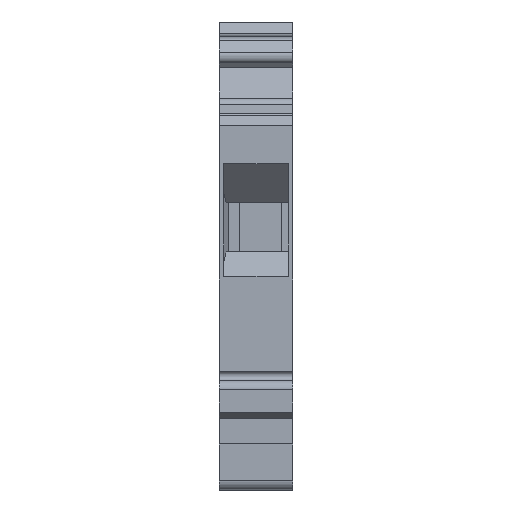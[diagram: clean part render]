
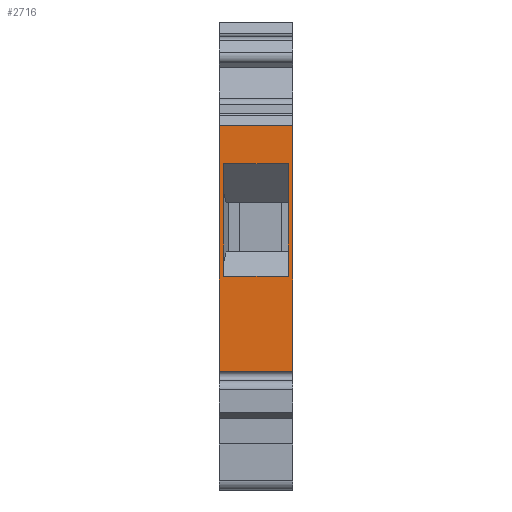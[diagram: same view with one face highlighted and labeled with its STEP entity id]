
A CAD part, left-side view. The second image highlights one B-rep face of the part: STEP entity #2716.
In plain terms, the highlighted planar face has unit normal (-1, 0, 0).
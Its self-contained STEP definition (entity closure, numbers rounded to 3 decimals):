
#400=ORIENTED_EDGE('',*,*,#1201,.F.);
#401=ORIENTED_EDGE('',*,*,#1202,.F.);
#402=ORIENTED_EDGE('',*,*,#1203,.T.);
#403=ORIENTED_EDGE('',*,*,#1204,.T.);
#404=ORIENTED_EDGE('',*,*,#1205,.T.);
#405=ORIENTED_EDGE('',*,*,#1058,.F.);
#406=ORIENTED_EDGE('',*,*,#1098,.T.);
#407=ORIENTED_EDGE('',*,*,#1138,.T.);
#1058=EDGE_CURVE('',#1464,#1465,#1715,.T.);
#1098=EDGE_CURVE('',#1464,#1499,#1743,.T.);
#1138=EDGE_CURVE('',#1499,#1535,#1770,.T.);
#1201=EDGE_CURVE('',#1596,#1597,#1809,.T.);
#1202=EDGE_CURVE('',#1598,#1596,#1810,.T.);
#1203=EDGE_CURVE('',#1598,#1599,#1811,.T.);
#1204=EDGE_CURVE('',#1599,#1597,#1812,.T.);
#1205=EDGE_CURVE('',#1535,#1465,#1813,.T.);
#1464=VERTEX_POINT('',#4075);
#1465=VERTEX_POINT('',#4077);
#1499=VERTEX_POINT('',#4151);
#1535=VERTEX_POINT('',#4228);
#1596=VERTEX_POINT('',#4355);
#1597=VERTEX_POINT('',#4356);
#1598=VERTEX_POINT('',#4358);
#1599=VERTEX_POINT('',#4360);
#1715=LINE('',#4076,#2043);
#1743=LINE('',#4152,#2071);
#1770=LINE('',#4229,#2098);
#1809=LINE('',#4354,#2137);
#1810=LINE('',#4357,#2138);
#1811=LINE('',#4359,#2139);
#1812=LINE('',#4361,#2140);
#1813=LINE('',#4362,#2141);
#2043=VECTOR('',#3234,1000.);
#2071=VECTOR('',#3288,1000.);
#2098=VECTOR('',#3343,1000.);
#2137=VECTOR('',#3434,1000.);
#2138=VECTOR('',#3435,1000.);
#2139=VECTOR('',#3436,1000.);
#2140=VECTOR('',#3437,1000.);
#2141=VECTOR('',#3438,1000.);
#2308=EDGE_LOOP('',(#400,#401,#402,#403));
#2309=EDGE_LOOP('',(#404,#405,#406,#407));
#2460=FACE_BOUND('',#2308,.T.);
#2461=FACE_BOUND('',#2309,.T.);
#2611=PLANE('',#2947);
#2716=ADVANCED_FACE('',(#2460,#2461),#2611,.T.);
#2947=AXIS2_PLACEMENT_3D('',#4353,#3432,#3433);
#3234=DIRECTION('',(0.,0.,1.));
#3288=DIRECTION('',(0.,-1.,0.));
#3343=DIRECTION('',(0.,0.,1.));
#3432=DIRECTION('',(-1.,0.,0.));
#3433=DIRECTION('',(0.,0.,1.));
#3434=DIRECTION('',(0.,-1.,0.));
#3435=DIRECTION('',(0.,0.,-1.));
#3436=DIRECTION('',(0.,-1.,0.));
#3437=DIRECTION('',(0.,0.,-1.));
#3438=DIRECTION('',(0.,1.,0.));
#4075=CARTESIAN_POINT('',(-20.75,0.,-13.172));
#4076=CARTESIAN_POINT('',(-20.75,0.,-21.072));
#4077=CARTESIAN_POINT('',(-20.75,0.,13.528));
#4151=CARTESIAN_POINT('',(-20.75,-8.,-13.172));
#4152=CARTESIAN_POINT('',(-20.75,0.,-13.172));
#4228=CARTESIAN_POINT('',(-20.75,-8.,13.528));
#4229=CARTESIAN_POINT('',(-20.75,-8.,-21.072));
#4353=CARTESIAN_POINT('',(-20.75,-8.,-21.072));
#4354=CARTESIAN_POINT('',(-20.75,-0.5,-2.83));
#4355=CARTESIAN_POINT('',(-20.75,-0.5,-2.83));
#4356=CARTESIAN_POINT('',(-20.75,-7.5,-2.83));
#4357=CARTESIAN_POINT('',(-20.75,-0.5,-2.83));
#4358=CARTESIAN_POINT('',(-20.75,-0.5,9.377));
#4359=CARTESIAN_POINT('',(-20.75,-0.5,9.377));
#4360=CARTESIAN_POINT('',(-20.75,-7.5,9.377));
#4361=CARTESIAN_POINT('',(-20.75,-7.5,-2.83));
#4362=CARTESIAN_POINT('',(-20.75,-8.,13.528));
